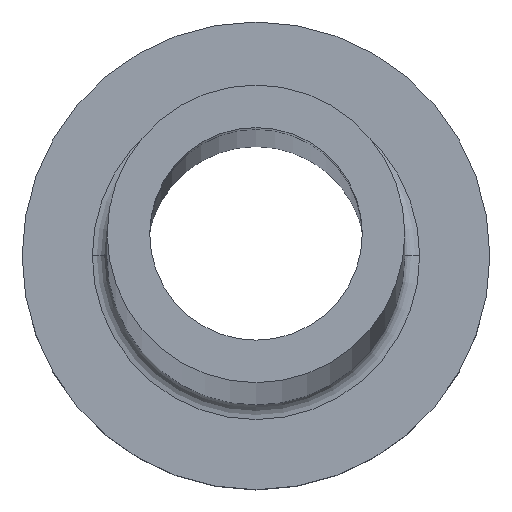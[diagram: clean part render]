
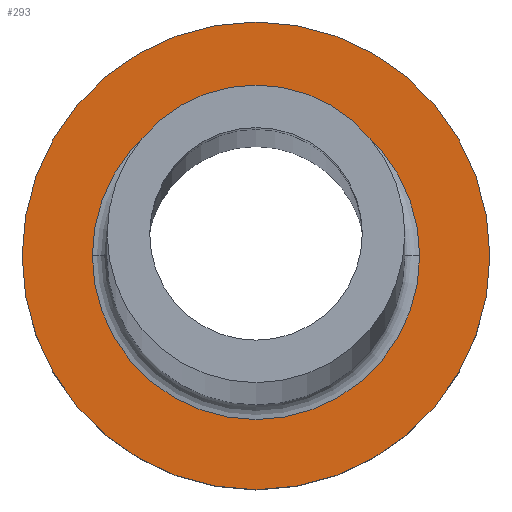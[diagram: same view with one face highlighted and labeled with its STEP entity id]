
A CAD part, top view. The second image highlights one B-rep face of the part: STEP entity #293.
In plain terms, the highlighted planar face has unit normal (0, 0, 1).
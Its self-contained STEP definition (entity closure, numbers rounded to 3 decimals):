
#10 = DIRECTION ( 'NONE',  ( 0., 0., 1. ) ) ;
#12 = DIRECTION ( 'NONE',  ( 1., 0., 0. ) ) ;
#14 = CARTESIAN_POINT ( 'NONE',  ( 0., 0., 7. ) ) ;
#16 = EDGE_CURVE ( 'NONE', #367, #305, #123, .T. ) ;
#20 = CARTESIAN_POINT ( 'NONE',  ( 11., 0., 7. ) ) ;
#38 = DIRECTION ( 'NONE',  ( 0., 0., 1. ) ) ;
#49 = CIRCLE ( 'NONE', #59, 7.7 ) ;
#59 = AXIS2_PLACEMENT_3D ( 'NONE', #14, #87, #132 ) ;
#70 = VERTEX_POINT ( 'NONE', #386 ) ;
#73 = DIRECTION ( 'NONE',  ( 1., 0., 0. ) ) ;
#87 = DIRECTION ( 'NONE',  ( 0., 0., -1. ) ) ;
#104 = AXIS2_PLACEMENT_3D ( 'NONE', #321, #226, #431 ) ;
#116 = CARTESIAN_POINT ( 'NONE',  ( 0., 0., 7. ) ) ;
#123 = CIRCLE ( 'NONE', #243, 11. ) ;
#132 = DIRECTION ( 'NONE',  ( 1., 0., 0. ) ) ;
#137 = CIRCLE ( 'NONE', #104, 7.7 ) ;
#142 = AXIS2_PLACEMENT_3D ( 'NONE', #330, #10, #12 ) ;
#148 = EDGE_CURVE ( 'NONE', #352, #70, #137, .T. ) ;
#153 = CARTESIAN_POINT ( 'NONE',  ( -7.7, 0., 7. ) ) ;
#178 = EDGE_CURVE ( 'NONE', #305, #367, #198, .T. ) ;
#196 = FACE_OUTER_BOUND ( 'NONE', #310, .T. ) ;
#198 = CIRCLE ( 'NONE', #253, 11. ) ;
#200 = FACE_BOUND ( 'NONE', #216, .T. ) ;
#216 = EDGE_LOOP ( 'NONE', ( #242, #444 ) ) ;
#226 = DIRECTION ( 'NONE',  ( 0., 0., -1. ) ) ;
#229 = DIRECTION ( 'NONE',  ( 1., 0., 0. ) ) ;
#242 = ORIENTED_EDGE ( 'NONE', *, *, #360, .T. ) ;
#243 = AXIS2_PLACEMENT_3D ( 'NONE', #251, #384, #73 ) ;
#251 = CARTESIAN_POINT ( 'NONE',  ( 0., 0., 7. ) ) ;
#253 = AXIS2_PLACEMENT_3D ( 'NONE', #116, #38, #229 ) ;
#263 = PLANE ( 'NONE',  #142 ) ;
#264 = ORIENTED_EDGE ( 'NONE', *, *, #178, .T. ) ;
#293 = ADVANCED_FACE ( 'NONE', ( #200, #196 ), #263, .T. ) ;
#305 = VERTEX_POINT ( 'NONE', #369 ) ;
#310 = EDGE_LOOP ( 'NONE', ( #264, #311 ) ) ;
#311 = ORIENTED_EDGE ( 'NONE', *, *, #16, .T. ) ;
#321 = CARTESIAN_POINT ( 'NONE',  ( 0., 0., 7. ) ) ;
#330 = CARTESIAN_POINT ( 'NONE',  ( 0., 0., 7. ) ) ;
#352 = VERTEX_POINT ( 'NONE', #153 ) ;
#360 = EDGE_CURVE ( 'NONE', #70, #352, #49, .T. ) ;
#367 = VERTEX_POINT ( 'NONE', #20 ) ;
#369 = CARTESIAN_POINT ( 'NONE',  ( -11., 0., 7. ) ) ;
#384 = DIRECTION ( 'NONE',  ( 0., 0., 1. ) ) ;
#386 = CARTESIAN_POINT ( 'NONE',  ( 7.7, 0., 7. ) ) ;
#431 = DIRECTION ( 'NONE',  ( 1., 0., 0. ) ) ;
#444 = ORIENTED_EDGE ( 'NONE', *, *, #148, .T. ) ;
